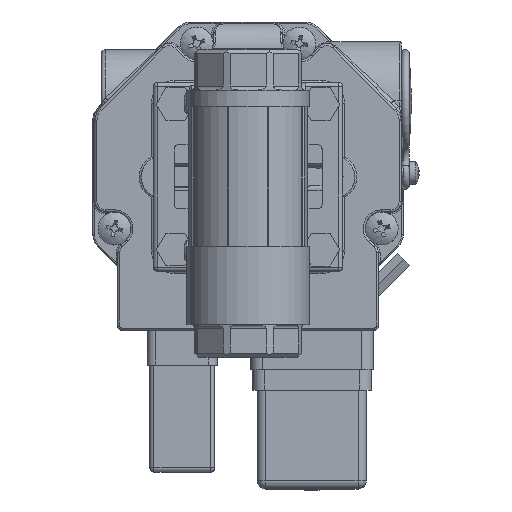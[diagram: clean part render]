
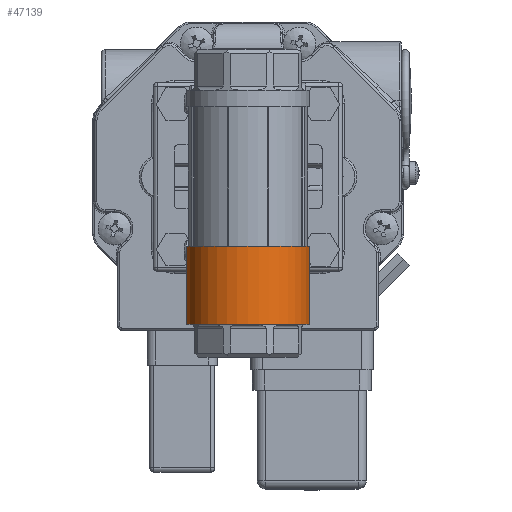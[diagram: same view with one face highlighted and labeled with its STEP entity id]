
A CAD part, top view. The second image highlights one B-rep face of the part: STEP entity #47139.
In plain terms, the highlighted cylindrical face has radius 15 mm (diameter 30 mm), a full revolution.
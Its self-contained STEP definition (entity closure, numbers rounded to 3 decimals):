
#3958=CIRCLE('',#51922,15.);
#3960=CIRCLE('',#51934,15.);
#4906=CYLINDRICAL_SURFACE('',#51935,15.);
#15183=ORIENTED_EDGE('',*,*,#21184,.T.);
#15184=ORIENTED_EDGE('',*,*,#21126,.F.);
#21126=EDGE_CURVE('',#24810,#24810,#3958,.T.);
#21184=EDGE_CURVE('',#24868,#24868,#3960,.T.);
#24810=VERTEX_POINT('',#83439);
#24868=VERTEX_POINT('',#83565);
#32654=EDGE_LOOP('',(#15183));
#32655=EDGE_LOOP('',(#15184));
#35518=FACE_BOUND('',#32654,.T.);
#35519=FACE_BOUND('',#32655,.T.);
#47139=ADVANCED_FACE('',(#35518,#35519),#4906,.T.);
#51922=AXIS2_PLACEMENT_3D('',#83438,#63406,#63407);
#51934=AXIS2_PLACEMENT_3D('',#83564,#63486,#63487);
#51935=AXIS2_PLACEMENT_3D('',#83566,#63488,#63489);
#63406=DIRECTION('',(0.,1.,0.));
#63407=DIRECTION('',(1.,0.,0.));
#63486=DIRECTION('',(0.,1.,0.));
#63487=DIRECTION('',(1.,0.,0.));
#63488=DIRECTION('',(0.,-1.,0.));
#63489=DIRECTION('',(0.,0.,-1.));
#83438=CARTESIAN_POINT('',(0.,27.,0.));
#83439=CARTESIAN_POINT('',(15.,27.,0.));
#83564=CARTESIAN_POINT('',(0.,8.,0.));
#83565=CARTESIAN_POINT('',(15.,8.,0.));
#83566=CARTESIAN_POINT('',(0.,75.,0.));
